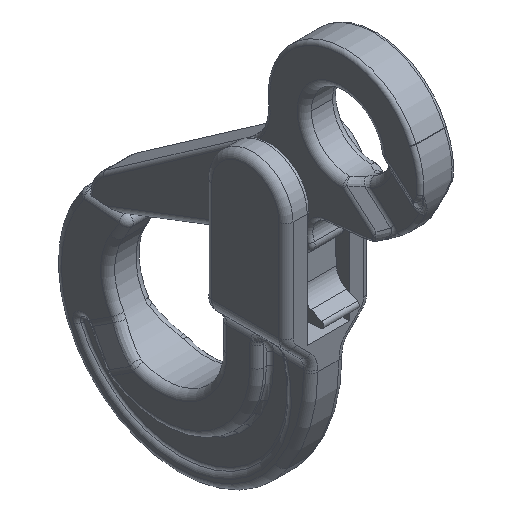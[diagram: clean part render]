
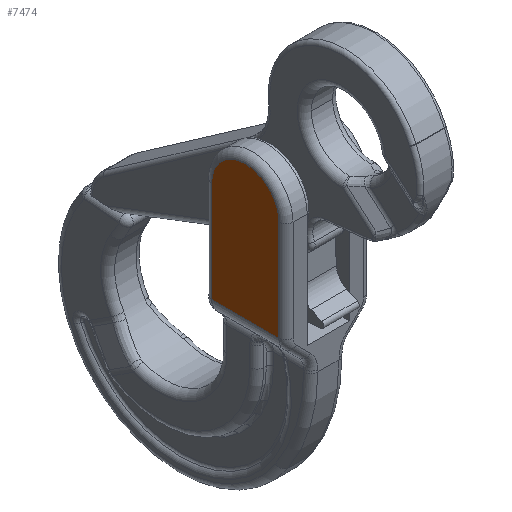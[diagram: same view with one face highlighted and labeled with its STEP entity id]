
A CAD part, isometric view. The second image highlights one B-rep face of the part: STEP entity #7474.
In plain terms, the highlighted planar face has unit normal (-1, 0, 0).
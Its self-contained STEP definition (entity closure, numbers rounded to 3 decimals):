
#7025=CARTESIAN_POINT('Vertex',(-12.,-9.5,-28.429)) ;
#7052=CARTESIAN_POINT('Line Origine',(-12.,-9.5,-14.382)) ;
#7056=CARTESIAN_POINT('Vertex',(-12.,-9.5,0.)) ;
#7081=CARTESIAN_POINT('Axis2P3D Location',(-12.,0.,0.)) ;
#7085=CARTESIAN_POINT('Vertex',(-12.,9.5,0.)) ;
#7105=CARTESIAN_POINT('Line Origine',(-12.,9.5,-16.536)) ;
#7109=CARTESIAN_POINT('Vertex',(-12.,9.5,-28.429)) ;
#7451=CARTESIAN_POINT('Line Origine',(-12.,0.,-28.429)) ;
#7463=CARTESIAN_POINT('Axis2P3D Location',(-12.,0.,0.)) ;
#7053=DIRECTION('Vector Direction',(0.,0.,-1.)) ;
#7082=DIRECTION('Axis2P3D Direction',(1.,-0.,0.)) ;
#7106=DIRECTION('Vector Direction',(0.,0.,1.)) ;
#7452=DIRECTION('Vector Direction',(0.,-1.,0.)) ;
#7464=DIRECTION('Axis2P3D Direction',(1.,0.,0.)) ;
#7465=DIRECTION('Axis2P3D XDirection',(0.,1.,0.)) ;
#7083=AXIS2_PLACEMENT_3D('Circle Axis2P3D',#7081,#7082,$) ;
#7466=AXIS2_PLACEMENT_3D('Plane Axis2P3D',#7463,#7464,#7465) ;
#7469=ORIENTED_EDGE('',*,*,#7058,.F.) ;
#7470=ORIENTED_EDGE('',*,*,#7087,.F.) ;
#7471=ORIENTED_EDGE('',*,*,#7111,.F.) ;
#7472=ORIENTED_EDGE('',*,*,#7455,.F.) ;
#7054=VECTOR('Line Direction',#7053,1.) ;
#7107=VECTOR('Line Direction',#7106,1.) ;
#7453=VECTOR('Line Direction',#7452,1.) ;
#7474=ADVANCED_FACE('\X2\51434EF6672C9AD4\X0\',(#7473),#7467,.F.) ;
#7084=CIRCLE('generated circle',#7083,9.5) ;
#7058=EDGE_CURVE('',#7057,#7026,#7055,.T.) ;
#7087=EDGE_CURVE('',#7086,#7057,#7084,.T.) ;
#7111=EDGE_CURVE('',#7110,#7086,#7108,.T.) ;
#7455=EDGE_CURVE('',#7026,#7110,#7454,.F.) ;
#7468=EDGE_LOOP('',(#7469,#7470,#7471,#7472)) ;
#7473=FACE_OUTER_BOUND('',#7468,.T.) ;
#7055=LINE('Line',#7052,#7054) ;
#7108=LINE('Line',#7105,#7107) ;
#7454=LINE('Line',#7451,#7453) ;
#7467=PLANE('',#7466) ;
#7026=VERTEX_POINT('',#7025) ;
#7057=VERTEX_POINT('',#7056) ;
#7086=VERTEX_POINT('',#7085) ;
#7110=VERTEX_POINT('',#7109) ;
